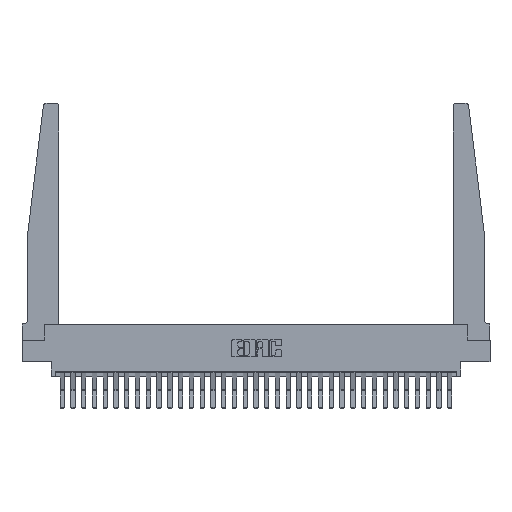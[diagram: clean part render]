
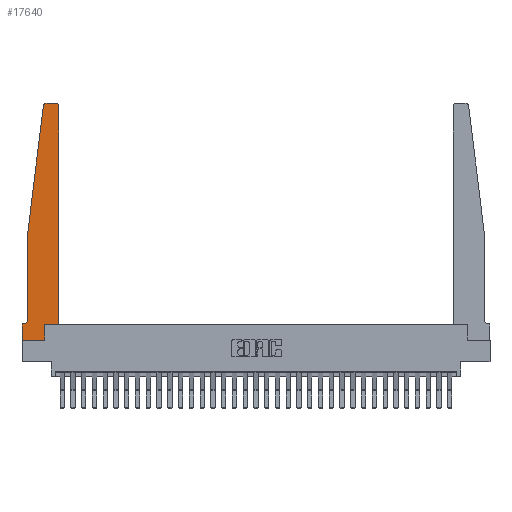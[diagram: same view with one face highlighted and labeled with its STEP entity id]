
A CAD part, top view. The second image highlights one B-rep face of the part: STEP entity #17640.
In plain terms, the highlighted planar face has unit normal (0, 0, 1).
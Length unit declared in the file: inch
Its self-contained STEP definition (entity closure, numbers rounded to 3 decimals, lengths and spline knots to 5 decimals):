
#271 = VECTOR ( 'NONE', #18448, 39.37008 ) ;
#790 = VERTEX_POINT ( 'NONE', #12540 ) ;
#847 = DIRECTION ( 'NONE',  ( 1., 0., 0. ) ) ;
#980 = DIRECTION ( 'NONE',  ( -0.122, -0.992, 0. ) ) ;
#1494 = EDGE_CURVE ( 'NONE', #21833, #16689, #21858, .T. ) ;
#1510 = CARTESIAN_POINT ( 'NONE',  ( 0.27653, 2.72, 0.37 ) ) ;
#1511 = ORIENTED_EDGE ( 'NONE', *, *, #29970, .T. ) ;
#1954 = CIRCLE ( 'NONE', #19156, 0.03 ) ;
#2396 = VECTOR ( 'NONE', #6247, 39.37008 ) ;
#2603 = VERTEX_POINT ( 'NONE', #14975 ) ;
#2632 = EDGE_CURVE ( 'NONE', #19857, #20849, #25198, .T. ) ;
#2759 = CARTESIAN_POINT ( 'NONE',  ( 0.24675, 2.72367, 0.37 ) ) ;
#3785 = CARTESIAN_POINT ( 'NONE',  ( 0.065, 1.25, 0.37 ) ) ;
#3824 = DIRECTION ( 'NONE',  ( 0., 0., 1. ) ) ;
#4102 = EDGE_CURVE ( 'NONE', #16689, #26389, #29003, .T. ) ;
#4837 = DIRECTION ( 'NONE',  ( 0., 0., -1. ) ) ;
#4981 = CARTESIAN_POINT ( 'NONE',  ( 0.015, 0.2375, 0.37 ) ) ;
#5125 = CARTESIAN_POINT ( 'NONE',  ( 0.425, 0.18, 0.37 ) ) ;
#5795 = AXIS2_PLACEMENT_3D ( 'NONE', #4981, #4837, #7260 ) ;
#6247 = DIRECTION ( 'NONE',  ( 0., -1., 0. ) ) ;
#6280 = CARTESIAN_POINT ( 'NONE',  ( 0.25, 2.75, 0.37 ) ) ;
#6629 = CARTESIAN_POINT ( 'NONE',  ( 0.2605, 0.18, 0.37 ) ) ;
#7260 = DIRECTION ( 'NONE',  ( -1., 0., 0. ) ) ;
#8061 = DIRECTION ( 'NONE',  ( 1., 0., 0. ) ) ;
#8357 = LINE ( 'NONE', #3785, #2396 ) ;
#8654 = VECTOR ( 'NONE', #11516, 39.37008 ) ;
#8798 = CARTESIAN_POINT ( 'NONE',  ( 0.065, 1.25, 0.37 ) ) ;
#9154 = ORIENTED_EDGE ( 'NONE', *, *, #16162, .T. ) ;
#9685 = EDGE_CURVE ( 'NONE', #20849, #790, #20255, .T. ) ;
#9967 = CARTESIAN_POINT ( 'NONE',  ( 0., 0.1875, 0.37 ) ) ;
#10120 = DIRECTION ( 'NONE',  ( 0., 0., 1. ) ) ;
#10923 = DIRECTION ( 'NONE',  ( 0., 1., 0. ) ) ;
#11516 = DIRECTION ( 'NONE',  ( 0., 1., 0. ) ) ;
#11672 = ORIENTED_EDGE ( 'NONE', *, *, #2632, .T. ) ;
#12076 = CARTESIAN_POINT ( 'NONE',  ( 0., 0., 0.37 ) ) ;
#12231 = ORIENTED_EDGE ( 'NONE', *, *, #14429, .T. ) ;
#12540 = CARTESIAN_POINT ( 'NONE',  ( 0.27653, 2.75, 0.37 ) ) ;
#12976 = CARTESIAN_POINT ( 'NONE',  ( 0.015, 0.1875, 0.37 ) ) ;
#13298 = CARTESIAN_POINT ( 'NONE',  ( 0.065, 0.2375, 0.37 ) ) ;
#13405 = CARTESIAN_POINT ( 'NONE',  ( 0.065, 0.1875, 0.37 ) ) ;
#13621 = VECTOR ( 'NONE', #25211, 39.37008 ) ;
#13845 = CARTESIAN_POINT ( 'NONE',  ( 0.2605, 0., 0.37 ) ) ;
#13990 = CARTESIAN_POINT ( 'NONE',  ( 0.425, 0.18, 0.37 ) ) ;
#14296 = DIRECTION ( 'NONE',  ( 1., 0., 0. ) ) ;
#14429 = EDGE_CURVE ( 'NONE', #2603, #23596, #19478, .T. ) ;
#14595 = ORIENTED_EDGE ( 'NONE', *, *, #4102, .T. ) ;
#14810 = CARTESIAN_POINT ( 'NONE',  ( 0.065, 1.25, 0.37 ) ) ;
#14912 = VECTOR ( 'NONE', #17242, 39.37008 ) ;
#14975 = CARTESIAN_POINT ( 'NONE',  ( 0.2605, 0.18, 0.37 ) ) ;
#15173 = ORIENTED_EDGE ( 'NONE', *, *, #9685, .T. ) ;
#15283 = CARTESIAN_POINT ( 'NONE',  ( 0.425, 0.18, 0.37 ) ) ;
#15609 = DIRECTION ( 'NONE',  ( -1., 0., 0. ) ) ;
#15673 = VERTEX_POINT ( 'NONE', #8798 ) ;
#16162 = EDGE_CURVE ( 'NONE', #23596, #19857, #29877, .T. ) ;
#16689 = VERTEX_POINT ( 'NONE', #23165 ) ;
#16820 = CARTESIAN_POINT ( 'NONE',  ( 0.395, 2.72, 0.37 ) ) ;
#17067 = ORIENTED_EDGE ( 'NONE', *, *, #27768, .T. ) ;
#17091 = VERTEX_POINT ( 'NONE', #13298 ) ;
#17203 = VECTOR ( 'NONE', #15609, 39.37008 ) ;
#17242 = DIRECTION ( 'NONE',  ( 0., -1., 0. ) ) ;
#17558 = LINE ( 'NONE', #14810, #28287 ) ;
#17640 = ADVANCED_FACE ( 'NONE', ( #23816 ), #28651, .T. ) ;
#18448 = DIRECTION ( 'NONE',  ( 1., 0., 0. ) ) ;
#19156 = AXIS2_PLACEMENT_3D ( 'NONE', #1510, #3824, #22539 ) ;
#19305 = DIRECTION ( 'NONE',  ( 0., 0., 1. ) ) ;
#19378 = VERTEX_POINT ( 'NONE', #13845 ) ;
#19478 = LINE ( 'NONE', #15283, #26217 ) ;
#19750 = ORIENTED_EDGE ( 'NONE', *, *, #20980, .T. ) ;
#19857 = VERTEX_POINT ( 'NONE', #25909 ) ;
#20255 = LINE ( 'NONE', #6280, #17203 ) ;
#20356 = VECTOR ( 'NONE', #10923, 39.37008 ) ;
#20440 = EDGE_CURVE ( 'NONE', #19378, #2603, #29595, .T. ) ;
#20455 = ORIENTED_EDGE ( 'NONE', *, *, #28741, .T. ) ;
#20849 = VERTEX_POINT ( 'NONE', #29554 ) ;
#20980 = EDGE_CURVE ( 'NONE', #26389, #19378, #21324, .T. ) ;
#21324 = LINE ( 'NONE', #12076, #271 ) ;
#21510 = EDGE_LOOP ( 'NONE', ( #15173, #1511, #17067, #20455, #23367, #26825, #14595, #19750, #22570, #12231, #9154, #11672 ) ) ;
#21833 = VERTEX_POINT ( 'NONE', #12976 ) ;
#21858 = LINE ( 'NONE', #13405, #13621 ) ;
#22002 = CARTESIAN_POINT ( 'NONE',  ( 0., 0., 0.37 ) ) ;
#22539 = DIRECTION ( 'NONE',  ( 1., 0., 0. ) ) ;
#22570 = ORIENTED_EDGE ( 'NONE', *, *, #20440, .T. ) ;
#23165 = CARTESIAN_POINT ( 'NONE',  ( 0., 0.1875, 0.37 ) ) ;
#23272 = AXIS2_PLACEMENT_3D ( 'NONE', #16820, #19305, #847 ) ;
#23367 = ORIENTED_EDGE ( 'NONE', *, *, #25241, .T. ) ;
#23376 = AXIS2_PLACEMENT_3D ( 'NONE', #9967, #10120, #14296 ) ;
#23596 = VERTEX_POINT ( 'NONE', #5125 ) ;
#23816 = FACE_OUTER_BOUND ( 'NONE', #21510, .T. ) ;
#25198 = CIRCLE ( 'NONE', #23272, 0.03 ) ;
#25211 = DIRECTION ( 'NONE',  ( -1., 0., 0. ) ) ;
#25241 = EDGE_CURVE ( 'NONE', #17091, #21833, #29722, .T. ) ;
#25909 = CARTESIAN_POINT ( 'NONE',  ( 0.425, 2.72, 0.37 ) ) ;
#26217 = VECTOR ( 'NONE', #8061, 39.37008 ) ;
#26389 = VERTEX_POINT ( 'NONE', #27532 ) ;
#26825 = ORIENTED_EDGE ( 'NONE', *, *, #1494, .T. ) ;
#27532 = CARTESIAN_POINT ( 'NONE',  ( 0., 0., 0.37 ) ) ;
#27768 = EDGE_CURVE ( 'NONE', #29641, #15673, #17558, .T. ) ;
#28287 = VECTOR ( 'NONE', #980, 39.37008 ) ;
#28651 = PLANE ( 'NONE',  #23376 ) ;
#28741 = EDGE_CURVE ( 'NONE', #15673, #17091, #8357, .T. ) ;
#29003 = LINE ( 'NONE', #22002, #14912 ) ;
#29554 = CARTESIAN_POINT ( 'NONE',  ( 0.395, 2.75, 0.37 ) ) ;
#29595 = LINE ( 'NONE', #6629, #20356 ) ;
#29641 = VERTEX_POINT ( 'NONE', #2759 ) ;
#29722 = CIRCLE ( 'NONE', #5795, 0.05 ) ;
#29877 = LINE ( 'NONE', #13990, #8654 ) ;
#29970 = EDGE_CURVE ( 'NONE', #790, #29641, #1954, .T. ) ;
